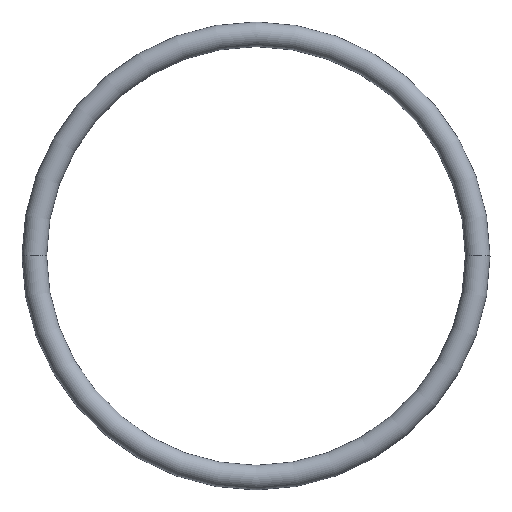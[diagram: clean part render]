
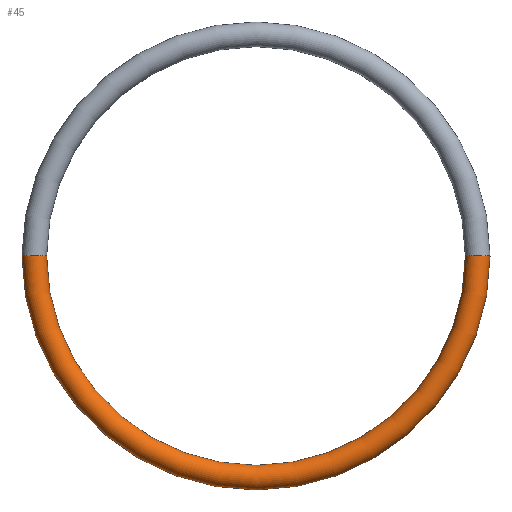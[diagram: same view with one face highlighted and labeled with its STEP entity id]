
A CAD part, top view. The second image highlights one B-rep face of the part: STEP entity #45.
In plain terms, the highlighted toroidal (fillet/blend) face has major radius 31.725 mm and minor radius 1.765 mm.
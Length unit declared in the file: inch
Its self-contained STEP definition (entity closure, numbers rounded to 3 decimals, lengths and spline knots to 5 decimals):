
#4 = AXIS2_PLACEMENT_3D ( 'NONE', #92, #89, #88 ) ;
#5 = EDGE_CURVE ( 'NONE', #109, #116, #163, .T. ) ;
#8 = AXIS2_PLACEMENT_3D ( 'NONE', #106, #103, #102 ) ;
#14 = EDGE_CURVE ( 'NONE', #116, #110, #129, .T. ) ;
#16 = AXIS2_PLACEMENT_3D ( 'NONE', #75, #67, #62 ) ;
#17 = AXIS2_PLACEMENT_3D ( 'NONE', #105, #91, #93 ) ;
#28 = EDGE_CURVE ( 'NONE', #112, #110, #131, .T. ) ;
#29 = AXIS2_PLACEMENT_3D ( 'NONE', #99, #96, #95 ) ;
#30 = EDGE_CURVE ( 'NONE', #109, #112, #134, .T. ) ;
#45 = ADVANCED_FACE ( 'NONE', ( #159 ), #132, .T. ) ;
#57 = CARTESIAN_POINT ( 'NONE',  ( -1.1795, 0., 0. ) ) ;
#58 = CARTESIAN_POINT ( 'NONE',  ( 1.1795, 0., 0. ) ) ;
#60 = CARTESIAN_POINT ( 'NONE',  ( -1.3185, 0., 0. ) ) ;
#62 = DIRECTION ( 'NONE',  ( 1., 0., 0. ) ) ;
#64 = CARTESIAN_POINT ( 'NONE',  ( 1.3185, 0., 0. ) ) ;
#67 = DIRECTION ( 'NONE',  ( 0., 0., 1. ) ) ;
#75 = CARTESIAN_POINT ( 'NONE',  ( 0., 0., 0. ) ) ;
#88 = DIRECTION ( 'NONE',  ( 1., 0., 0. ) ) ;
#89 = DIRECTION ( 'NONE',  ( 0., 0., 1. ) ) ;
#91 = DIRECTION ( 'NONE',  ( 0., 0., 1. ) ) ;
#92 = CARTESIAN_POINT ( 'NONE',  ( 0., 0., 0. ) ) ;
#93 = DIRECTION ( 'NONE',  ( 1., 0., 0. ) ) ;
#95 = DIRECTION ( 'NONE',  ( 0., 0., -1. ) ) ;
#96 = DIRECTION ( 'NONE',  ( 0., -1., 0. ) ) ;
#99 = CARTESIAN_POINT ( 'NONE',  ( 1.249, 0., 0. ) ) ;
#102 = DIRECTION ( 'NONE',  ( -1., 0., 0. ) ) ;
#103 = DIRECTION ( 'NONE',  ( 0., 1., 0. ) ) ;
#105 = CARTESIAN_POINT ( 'NONE',  ( 0., 0., 0. ) ) ;
#106 = CARTESIAN_POINT ( 'NONE',  ( -1.249, 0., 0. ) ) ;
#109 = VERTEX_POINT ( 'NONE', #60 ) ;
#110 = VERTEX_POINT ( 'NONE', #58 ) ;
#112 = VERTEX_POINT ( 'NONE', #64 ) ;
#116 = VERTEX_POINT ( 'NONE', #57 ) ;
#126 = ORIENTED_EDGE ( 'NONE', *, *, #14, .F. ) ;
#129 = CIRCLE ( 'NONE', #17, 1.1795 ) ;
#131 = CIRCLE ( 'NONE', #29, 0.0695 ) ;
#132 = TOROIDAL_SURFACE ( 'NONE', #16, 1.249, 0.0695 ) ;
#133 = ORIENTED_EDGE ( 'NONE', *, *, #30, .T. ) ;
#134 = CIRCLE ( 'NONE', #4, 1.3185 ) ;
#140 = EDGE_LOOP ( 'NONE', ( #158, #133, #150, #126 ) ) ;
#150 = ORIENTED_EDGE ( 'NONE', *, *, #28, .T. ) ;
#158 = ORIENTED_EDGE ( 'NONE', *, *, #5, .F. ) ;
#159 = FACE_OUTER_BOUND ( 'NONE', #140, .T. ) ;
#163 = CIRCLE ( 'NONE', #8, 0.0695 ) ;
